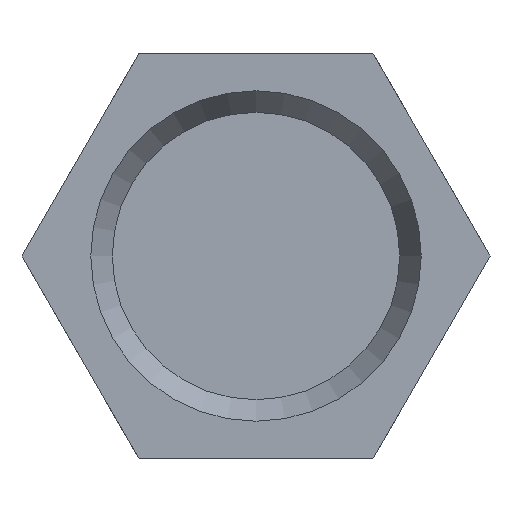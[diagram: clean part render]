
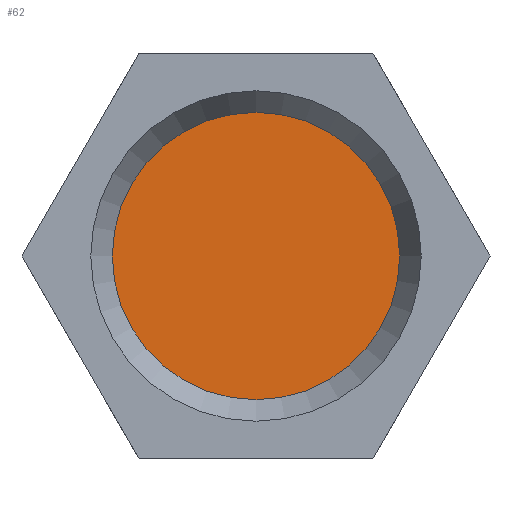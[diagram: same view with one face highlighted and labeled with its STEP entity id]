
A CAD part, front view. The second image highlights one B-rep face of the part: STEP entity #62.
In plain terms, the highlighted planar face has unit normal (0, -1, 0).
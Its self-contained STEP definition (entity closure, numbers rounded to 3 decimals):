
#62 = ADVANCED_FACE( '', ( #137 ), #138, .T. );
#137 = FACE_OUTER_BOUND( '', #224, .T. );
#138 = PLANE( '', #225 );
#224 = EDGE_LOOP( '', ( #332 ) );
#225 = AXIS2_PLACEMENT_3D( '', #333, #334, #335 );
#332 = ORIENTED_EDGE( '', *, *, #449, .T. );
#333 = CARTESIAN_POINT( '', ( 0., 39., 0. ) );
#334 = DIRECTION( '', ( 0., -1., 0. ) );
#335 = DIRECTION( '', ( 0., 0., -1. ) );
#449 = EDGE_CURVE( '', #518, #518, #519, .T. );
#518 = VERTEX_POINT( '', #705 );
#519 = CIRCLE( '', #706, 19.5 );
#705 = CARTESIAN_POINT( '', ( 0., 39., -19.5 ) );
#706 = AXIS2_PLACEMENT_3D( '', #777, #778, #779 );
#777 = CARTESIAN_POINT( '', ( 0., 39., 0. ) );
#778 = DIRECTION( '', ( 0., -1., 0. ) );
#779 = DIRECTION( '', ( 0., 0., -1. ) );
